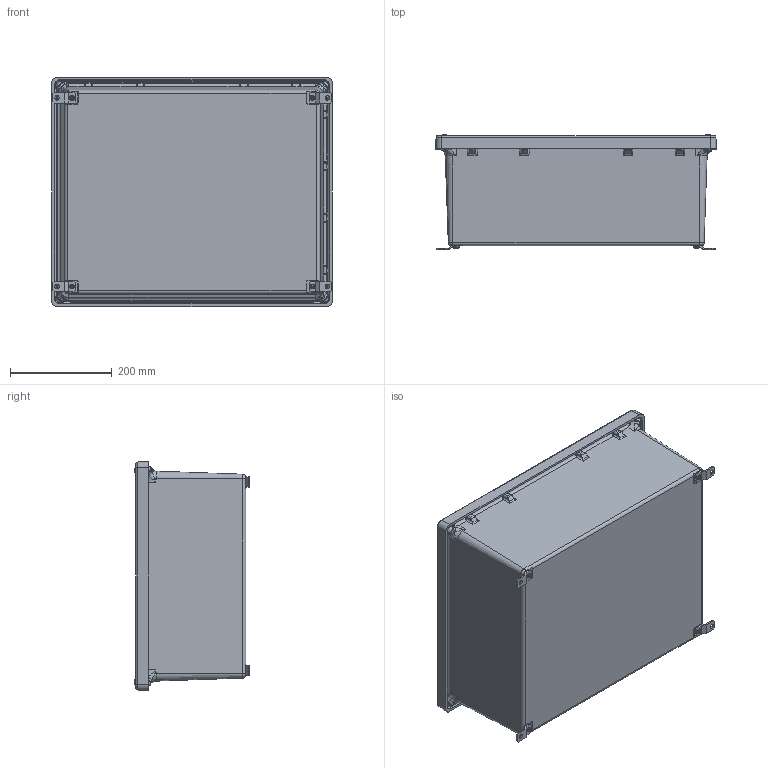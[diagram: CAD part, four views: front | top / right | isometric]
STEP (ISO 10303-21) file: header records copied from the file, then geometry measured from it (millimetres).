
FILE_DESCRIPTION (( 'STEP AP203' ), '1' );
FILE_NAME ('AM2068.step', '2014-04-02T12:47:23', ( '' ), ( '' ), 'SwSTEP 2.0', 'SolidWorks 2014', '' );
FILE_SCHEMA (( 'CONFIG_CONTROL_DESIGN' ));
Length unit declared in the file: inch
Products named in the file (9): 55-1032716_SL-PHMS 0.19-32x0.3125x0.3125-N; 699 D-40231_SMC PART; WFOOT; 698 D-40224; 70-60827-1; 55-103275_PreviewCfg; 55-1032516_PreviewCfg; AM2068; 70-006ORING
Assembly tree (23 placements, depth 2):
  AM2068
    699 D-40231_SMC PART
    698 D-40224
    55-103275_PreviewCfg  x4
    70-006ORING  x4
    55-1032716_SL-PHMS 0.19-32x0.3125x0.3125-N  x4
    WFOOT  x4
    70-60827-1
    55-1032516_PreviewCfg  x4
Bounding box: 551 x 226.45 x 449.4 mm (x, y, z)
Volume: 3651837.4 mm3; surface area: 2134155.7 mm2
Topology: 23 solids, 23 shells, 1738 faces, 4285 edges, 2576 vertices
Faces by surface type: cylinder 520, bspline 400, plane 394, cone 290, torus 126, sphere 8
Entity records: 46947 total; most frequent: CARTESIAN_POINT 20375, ORIENTED_EDGE 5858, DIRECTION 4699, EDGE_CURVE 2929, AXIS2_PLACEMENT_3D 1891, VERTEX_POINT 1754, EDGE_LOOP 1273, FACE_OUTER_BOUND 1225
